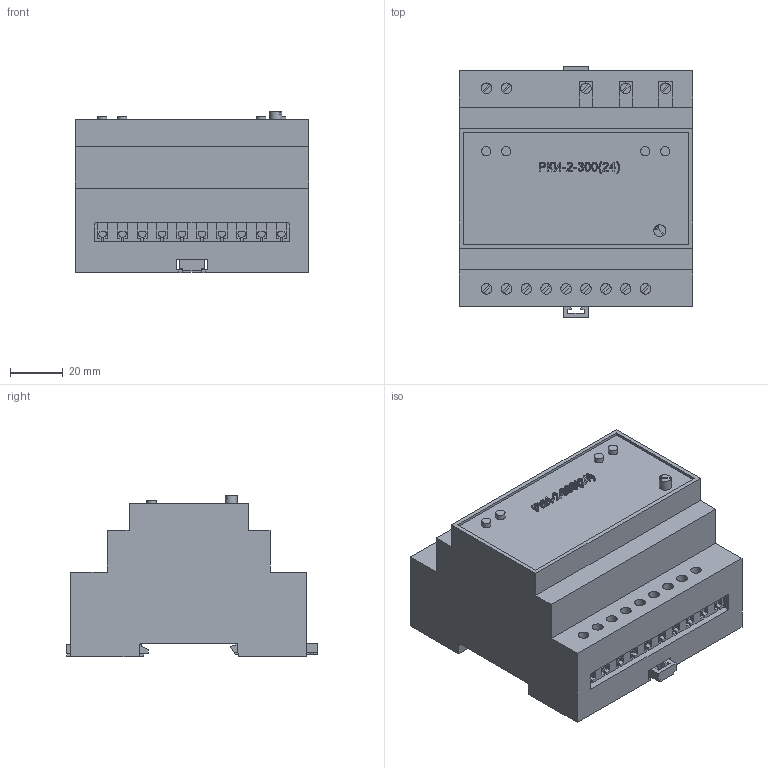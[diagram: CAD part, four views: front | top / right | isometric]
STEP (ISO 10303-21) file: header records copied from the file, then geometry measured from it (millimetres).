
FILE_DESCRIPTION(('STEP AP214'), '1');
FILE_NAME('ﾐﾊﾈ-2-300(24)', '', ('UNSPECIFIED'), ('UNSPECIFIED'), 'ASCON STEP Converter 1.3', 'ASCON Math Kernel', '');
FILE_SCHEMA(('AUTOMOTIVE_DESIGN { 1 0 10303 214 3 1 1}'));
Length unit declared in the file: millimetre
Bounding box: 88 x 94.7 x 60.79 mm (x, y, z)
Volume: 73036.3 mm3; surface area: 77166.3 mm2
Topology: 2 solids, 9 shells, 1095 faces, 3048 edges, 2030 vertices
Faces by surface type: plane 565, cylinder 530
Full cylindrical faces by diameter (mm): 3.5 x4, 4 x14, 4.5 x1
Entity records: 44142 total; most frequent: DIRECTION 6340, CARTESIAN_POINT 6155, ORIENTED_EDGE 6058, EDGE_CURVE 3029, AXIS2_PLACEMENT_3D 2215, VERTEX_POINT 2030, LINE 1910, VECTOR 1910
